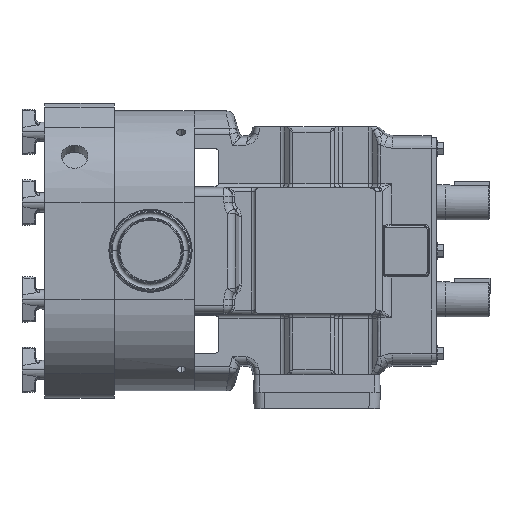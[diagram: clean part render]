
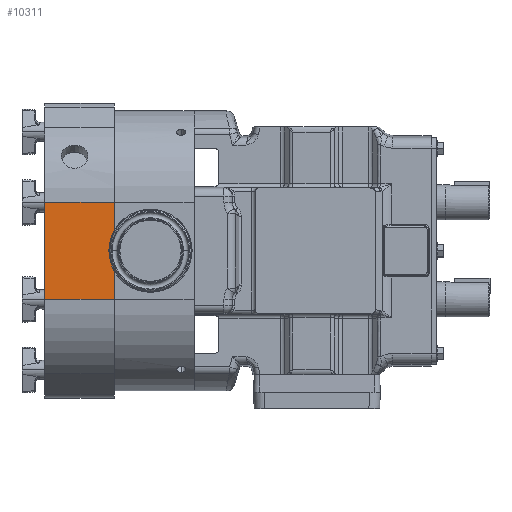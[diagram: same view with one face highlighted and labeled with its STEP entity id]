
A CAD part, top view. The second image highlights one B-rep face of the part: STEP entity #10311.
In plain terms, the highlighted planar face has unit normal (0, 0, 1).
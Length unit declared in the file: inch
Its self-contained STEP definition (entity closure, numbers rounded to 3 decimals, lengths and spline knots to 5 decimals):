
#1432 = VECTOR ( 'NONE', #29651, 39.37008 ) ;
#1552 = EDGE_CURVE ( 'NONE', #27637, #18437, #37803, .T. ) ;
#3572 = AXIS2_PLACEMENT_3D ( 'NONE', #4081, #29210, #6353 ) ;
#4081 = CARTESIAN_POINT ( 'NONE',  ( -0.2175, 3.75, 4.28 ) ) ;
#5678 = DIRECTION ( 'NONE',  ( 0., -1., 0. ) ) ;
#6143 = CARTESIAN_POINT ( 'NONE',  ( 0., -2.25, 4.28 ) ) ;
#6353 = DIRECTION ( 'NONE',  ( 0., -1., 0. ) ) ;
#7023 = EDGE_CURVE ( 'NONE', #25454, #27637, #7826, .T. ) ;
#7172 = PLANE ( 'NONE',  #3572 ) ;
#7826 = LINE ( 'NONE', #16909, #1432 ) ;
#7901 = EDGE_CURVE ( 'NONE', #10049, #25454, #27054, .T. ) ;
#8339 = CARTESIAN_POINT ( 'NONE',  ( 3.218, 2.25, 4.28 ) ) ;
#10049 = VERTEX_POINT ( 'NONE', #6143 ) ;
#10311 = ADVANCED_FACE ( 'NONE', ( #35404 ), #7172, .T. ) ;
#10508 = DIRECTION ( 'NONE',  ( 1., 0., 0. ) ) ;
#15197 = VECTOR ( 'NONE', #5678, 39.37008 ) ;
#16297 = CARTESIAN_POINT ( 'NONE',  ( -0.2175, -2.25, 4.28 ) ) ;
#16909 = CARTESIAN_POINT ( 'NONE',  ( -0.2175, 2.25, 4.28 ) ) ;
#18428 = EDGE_CURVE ( 'NONE', #10049, #18437, #23081, .T. ) ;
#18437 = VERTEX_POINT ( 'NONE', #38130 ) ;
#18577 = CARTESIAN_POINT ( 'NONE',  ( 0., 3.75, 4.28 ) ) ;
#19491 = EDGE_LOOP ( 'NONE', ( #22325, #22016, #27504, #31591 ) ) ;
#21139 = VECTOR ( 'NONE', #24740, 39.37008 ) ;
#22016 = ORIENTED_EDGE ( 'NONE', *, *, #7023, .F. ) ;
#22325 = ORIENTED_EDGE ( 'NONE', *, *, #1552, .F. ) ;
#23081 = LINE ( 'NONE', #16297, #25989 ) ;
#24740 = DIRECTION ( 'NONE',  ( 0., 1., 0. ) ) ;
#25215 = CARTESIAN_POINT ( 'NONE',  ( 3.218, 3.75, 4.28 ) ) ;
#25454 = VERTEX_POINT ( 'NONE', #38154 ) ;
#25989 = VECTOR ( 'NONE', #10508, 39.37008 ) ;
#27054 = LINE ( 'NONE', #18577, #21139 ) ;
#27504 = ORIENTED_EDGE ( 'NONE', *, *, #7901, .F. ) ;
#27637 = VERTEX_POINT ( 'NONE', #8339 ) ;
#29210 = DIRECTION ( 'NONE',  ( 0., 0., 1. ) ) ;
#29651 = DIRECTION ( 'NONE',  ( 1., 0., 0. ) ) ;
#31591 = ORIENTED_EDGE ( 'NONE', *, *, #18428, .T. ) ;
#35404 = FACE_OUTER_BOUND ( 'NONE', #19491, .T. ) ;
#37803 = LINE ( 'NONE', #25215, #15197 ) ;
#38130 = CARTESIAN_POINT ( 'NONE',  ( 3.218, -2.25, 4.28 ) ) ;
#38154 = CARTESIAN_POINT ( 'NONE',  ( 0., 2.25, 4.28 ) ) ;
